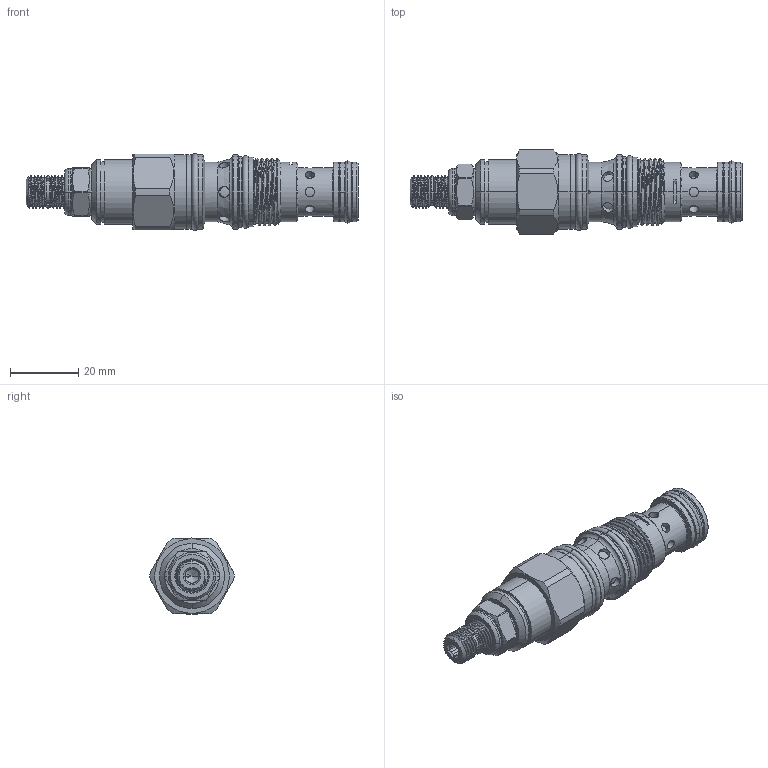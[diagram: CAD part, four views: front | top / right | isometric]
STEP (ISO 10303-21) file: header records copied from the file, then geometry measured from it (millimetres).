
FILE_DESCRIPTION (( 'STEP AP203' ), '1' );
FILE_NAME ('DP11A3M-L.STEP', '2022-06-17T07:05:43', ( '' ), ( '' ), 'SwSTEP 2.0', 'SolidWorks 2018', '' );
FILE_SCHEMA (( 'CONFIG_CONTROL_DESIGN' ));
Length unit declared in the file: millimetre
Products named in the file (1): DP11A3M-L
Bounding box: 97.15 x 24.59 x 22.55 mm (x, y, z)
Volume: 23849.3 mm3; surface area: 9295 mm2
Topology: 4 solids, 4 shells, 306 faces, 712 edges, 443 vertices
Faces by surface type: cylinder 149, plane 59, cone 50, torus 36, bspline 12
Entity records: 18766 total; most frequent: CARTESIAN_POINT 12022, ORIENTED_EDGE 1420, DIRECTION 1364, EDGE_CURVE 710, AXIS2_PLACEMENT_3D 569, VERTEX_POINT 443, EDGE_LOOP 341, ADVANCED_FACE 306
